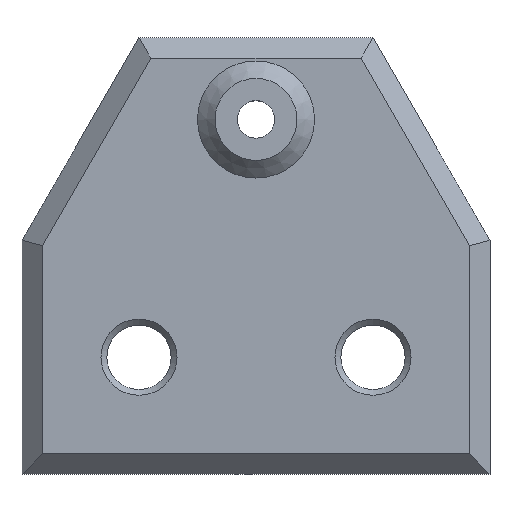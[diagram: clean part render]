
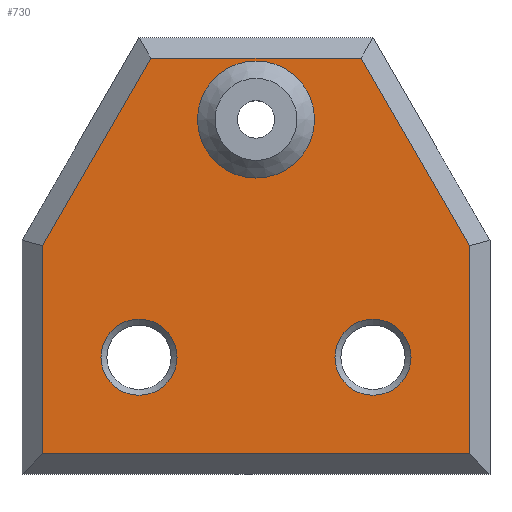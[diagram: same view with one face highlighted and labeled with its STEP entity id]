
A CAD part, top view. The second image highlights one B-rep face of the part: STEP entity #730.
In plain terms, the highlighted planar face has unit normal (0, 0, 1).
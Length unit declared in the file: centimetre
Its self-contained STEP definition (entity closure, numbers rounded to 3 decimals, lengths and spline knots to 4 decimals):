
#108=VECTOR('',#1020,1.);
#109=VECTOR('',#1021,1.);
#110=VECTOR('',#1022,1.);
#111=VECTOR('',#1023,1.);
#112=VECTOR('',#1024,1.);
#113=VECTOR('',#1025,1.);
#180=LINE('',#836,#108);
#181=LINE('',#839,#109);
#182=LINE('',#841,#110);
#183=LINE('',#843,#111);
#184=LINE('',#845,#112);
#185=LINE('',#847,#113);
#252=PLANE('',#775);
#286=VERTEX_POINT('',#830);
#288=VERTEX_POINT('',#835);
#289=VERTEX_POINT('',#837);
#290=VERTEX_POINT('',#838);
#291=VERTEX_POINT('',#840);
#292=VERTEX_POINT('',#842);
#293=VERTEX_POINT('',#844);
#294=VERTEX_POINT('',#846);
#295=VERTEX_POINT('',#849);
#341=CIRCLE('',#773,0.325);
#343=CIRCLE('',#776,0.325);
#344=CIRCLE('',#777,0.5);
#354=EDGE_CURVE('',#286,#286,#341,.T.);
#356=EDGE_CURVE('',#288,#288,#343,.T.);
#357=EDGE_CURVE('',#289,#290,#180,.T.);
#358=EDGE_CURVE('',#291,#289,#181,.T.);
#359=EDGE_CURVE('',#292,#291,#182,.T.);
#360=EDGE_CURVE('',#293,#292,#183,.T.);
#361=EDGE_CURVE('',#294,#293,#184,.T.);
#362=EDGE_CURVE('',#290,#294,#185,.T.);
#363=EDGE_CURVE('',#295,#295,#344,.T.);
#441=ORIENTED_EDGE('',*,*,#356,.F.);
#442=ORIENTED_EDGE('',*,*,#357,.F.);
#443=ORIENTED_EDGE('',*,*,#358,.F.);
#444=ORIENTED_EDGE('',*,*,#359,.F.);
#445=ORIENTED_EDGE('',*,*,#360,.F.);
#446=ORIENTED_EDGE('',*,*,#361,.F.);
#447=ORIENTED_EDGE('',*,*,#362,.F.);
#448=ORIENTED_EDGE('',*,*,#363,.F.);
#449=ORIENTED_EDGE('',*,*,#354,.F.);
#611=EDGE_LOOP('',(#441));
#612=EDGE_LOOP('',(#442,#443,#444,#445,#446,#447));
#613=EDGE_LOOP('',(#448));
#614=EDGE_LOOP('',(#449));
#671=FACE_BOUND('',#611,.T.);
#672=FACE_BOUND('',#612,.T.);
#673=FACE_BOUND('',#613,.T.);
#674=FACE_BOUND('',#614,.T.);
#730=ADVANCED_FACE('',(#671,#672,#673,#674),#252,.T.);
#773=AXIS2_PLACEMENT_3D('',#829,#1013,#1014);
#775=AXIS2_PLACEMENT_3D('',#833,#1017,$);
#776=AXIS2_PLACEMENT_3D('',#834,#1018,#1019);
#777=AXIS2_PLACEMENT_3D('',#848,#1026,#1027);
#829=CARTESIAN_POINT('',(1.,0.,0.5));
#830=CARTESIAN_POINT('',(1.325,0.,0.5));
#833=CARTESIAN_POINT('',(0.,0.6377,0.5));
#834=CARTESIAN_POINT('',(-1.,0.,0.5));
#835=CARTESIAN_POINT('',(-0.675,0.,0.5));
#836=CARTESIAN_POINT('',(-1.825,0.3189,0.5));
#837=CARTESIAN_POINT('',(-1.825,-0.825,0.5));
#838=CARTESIAN_POINT('',(-1.825,0.9531,0.5));
#839=CARTESIAN_POINT('',(0.,-0.825,0.5));
#840=CARTESIAN_POINT('',(1.825,-0.825,0.5));
#841=CARTESIAN_POINT('',(1.825,0.3189,0.5));
#842=CARTESIAN_POINT('',(1.825,0.9531,0.5));
#843=CARTESIAN_POINT('',(1.4269,1.6427,0.5));
#844=CARTESIAN_POINT('',(0.899,2.5571,0.5));
#845=CARTESIAN_POINT('',(0.,2.5571,0.5));
#846=CARTESIAN_POINT('',(-0.899,2.5571,0.5));
#847=CARTESIAN_POINT('',(-1.4269,1.6427,0.5));
#848=CARTESIAN_POINT('',(0.,2.0321,0.5));
#849=CARTESIAN_POINT('',(0.5,2.0321,0.5));
#1013=DIRECTION('',(0.,0.,1.));
#1014=DIRECTION('',(-0.325,0.,0.));
#1017=DIRECTION('',(0.,0.,1.));
#1018=DIRECTION('',(0.,0.,1.));
#1019=DIRECTION('',(-0.325,0.,0.));
#1020=DIRECTION('',(0.,1.,0.));
#1021=DIRECTION('',(-1.,0.,0.));
#1022=DIRECTION('',(0.,-1.,0.));
#1023=DIRECTION('',(0.5,-0.866,0.));
#1024=DIRECTION('',(1.,0.,0.));
#1025=DIRECTION('',(0.5,0.866,0.));
#1026=DIRECTION('',(0.,0.,1.));
#1027=DIRECTION('',(-0.5,0.,0.));
